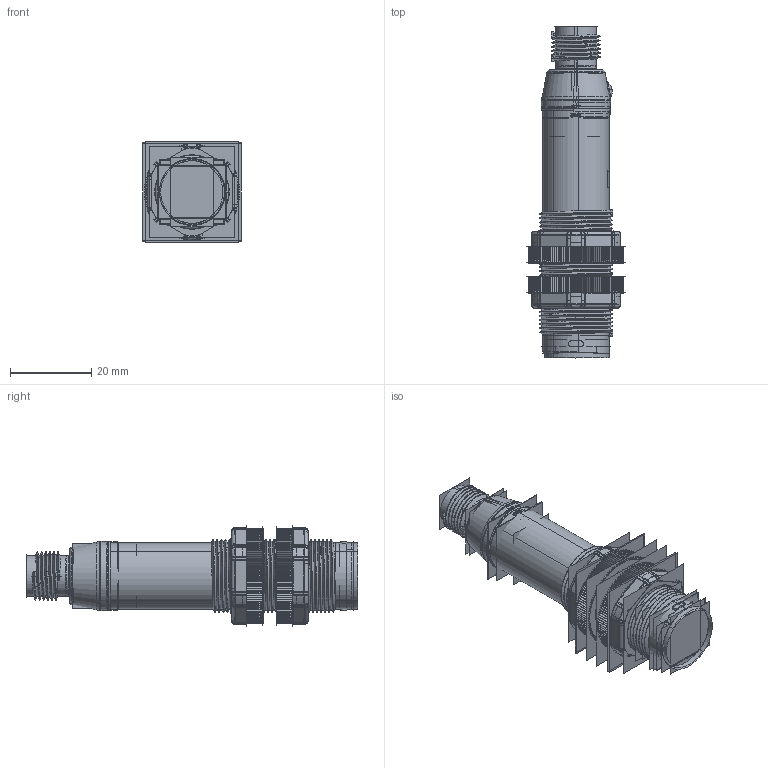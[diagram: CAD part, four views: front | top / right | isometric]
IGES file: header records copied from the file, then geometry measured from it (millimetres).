
Start section:  PTC IGES file: soket_asm.igs
Global section: file name: soket_asm.igs; native system: Pro/ENGINEER by Parametric Technology Corporation; preprocessor: 2010280; author: DESSEN.CHEN; organization: Unknown; date: 20130125.093758; units: millimetre
Bounding box: 24.23 x 81.51 x 24.65 mm (x, y, z)
Surface area: 295556.4 mm2 (no closed solid volume)
Topology: 0 solids, 0 shells, 3734 faces, 57921 edges, 75430 vertices
Faces by surface type: bspline 2486, revolution 1248
